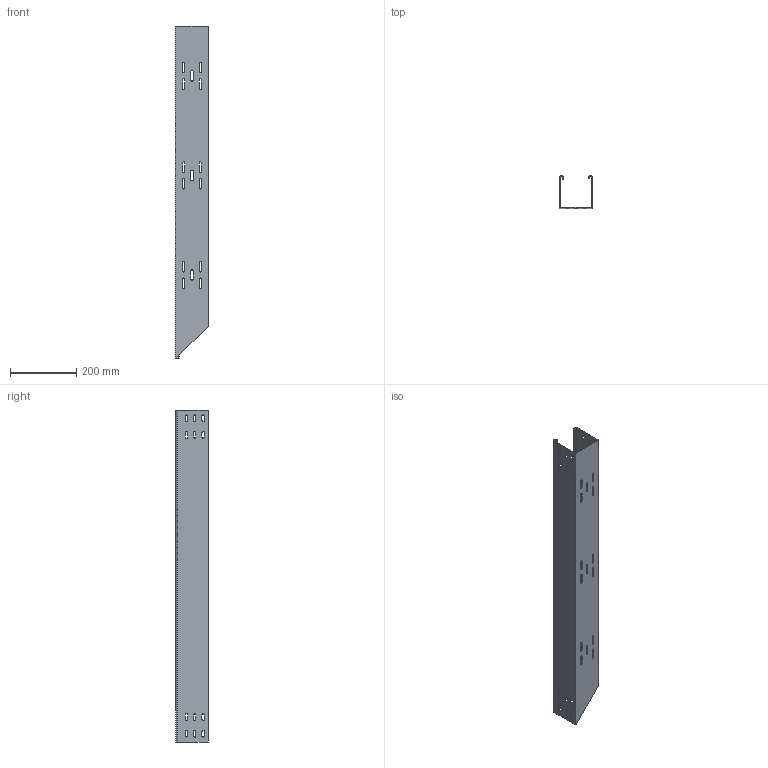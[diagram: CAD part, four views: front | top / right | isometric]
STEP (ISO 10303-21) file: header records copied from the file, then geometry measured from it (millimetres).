
FILE_DESCRIPTION (( 'STEP AP214' ), '1' );
FILE_NAME ('6061903.STEP', '2019-11-27T07:14:59', ( '' ), ( '' ), 'SwSTEP 2.0', 'SolidWorks 2018', '' );
FILE_SCHEMA (( 'AUTOMOTIVE_DESIGN' ));
Length unit declared in the file: millimetre
Products named in the file (1): 6061903
Bounding box: 100 x 98 x 1000 mm (x, y, z)
Volume: 592028.1 mm3; surface area: 601648.6 mm2
Topology: 1 solids, 1 shells, 205 faces, 593 edges, 390 vertices
Faces by surface type: plane 108, cylinder 97
Entity records: 7073 total; most frequent: DIRECTION 1199, CARTESIAN_POINT 1189, ORIENTED_EDGE 1186, EDGE_CURVE 593, AXIS2_PLACEMENT_3D 400, VECTOR 399, LINE 399, VERTEX_POINT 390
